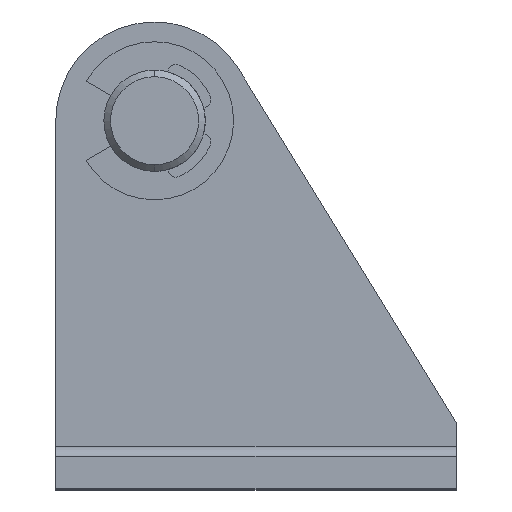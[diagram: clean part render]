
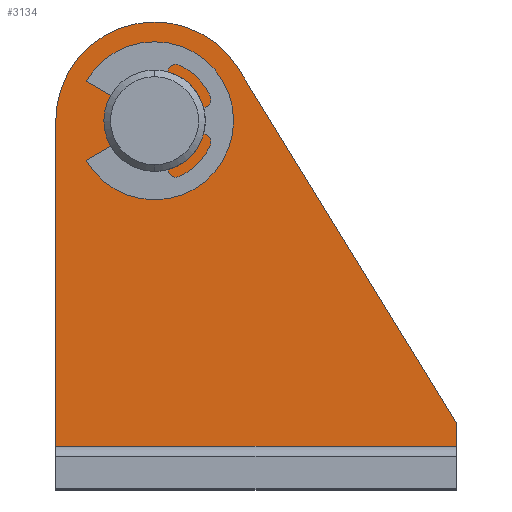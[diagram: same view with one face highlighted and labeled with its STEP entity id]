
A CAD part, top view. The second image highlights one B-rep face of the part: STEP entity #3134.
In plain terms, the highlighted planar face has unit normal (0, 0, 1).
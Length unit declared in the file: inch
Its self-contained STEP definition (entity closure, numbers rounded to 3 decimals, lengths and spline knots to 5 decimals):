
#166 = CIRCLE ( 'NONE', #2931, 0.19 ) ;
#489 = DIRECTION ( 'NONE',  ( 1., 0., 0. ) ) ;
#490 = DIRECTION ( 'NONE',  ( 0., 0., 1. ) ) ;
#493 = CARTESIAN_POINT ( 'NONE',  ( 0., 0., 0.12 ) ) ;
#559 = CARTESIAN_POINT ( 'NONE',  ( 0., -0.19, 0.12 ) ) ;
#561 = CARTESIAN_POINT ( 'NONE',  ( 0., 0.19, 0.12 ) ) ;
#612 = CARTESIAN_POINT ( 'NONE',  ( 1.13, -1.13, 0.12 ) ) ;
#613 = CARTESIAN_POINT ( 'NONE',  ( 1.13, -1.22, 0.12 ) ) ;
#620 = CARTESIAN_POINT ( 'NONE',  ( -0.37, 0., 0.12 ) ) ;
#621 = CARTESIAN_POINT ( 'NONE',  ( -0.37, -1.22, 0.12 ) ) ;
#622 = CARTESIAN_POINT ( 'NONE',  ( 0.3151, 0.19395, 0.12 ) ) ;
#925 = VERTEX_POINT ( 'NONE', #559 ) ;
#927 = VERTEX_POINT ( 'NONE', #561 ) ;
#978 = VERTEX_POINT ( 'NONE', #612 ) ;
#979 = VERTEX_POINT ( 'NONE', #613 ) ;
#986 = VERTEX_POINT ( 'NONE', #620 ) ;
#987 = VERTEX_POINT ( 'NONE', #621 ) ;
#988 = VERTEX_POINT ( 'NONE', #622 ) ;
#1075 = EDGE_CURVE ( 'NONE', #925, #927, #166, .T. ) ;
#1092 = FACE_OUTER_BOUND ( 'NONE', #3343, .T. ) ;
#1093 = FACE_BOUND ( 'NONE', #3316, .T. ) ;
#1147 = VECTOR ( 'NONE', #1785, 39.37008 ) ;
#1152 = LINE ( 'NONE', #1790, #1147 ) ;
#1192 = CIRCLE ( 'NONE', #3006, 0.19 ) ;
#1198 = CIRCLE ( 'NONE', #3005, 0.37 ) ;
#1201 = VECTOR ( 'NONE', #1855, 39.37008 ) ;
#1202 = LINE ( 'NONE', #1856, #1201 ) ;
#1204 = VECTOR ( 'NONE', #1857, 39.37008 ) ;
#1205 = VECTOR ( 'NONE', #1859, 39.37008 ) ;
#1206 = LINE ( 'NONE', #1860, #1205 ) ;
#1213 = LINE ( 'NONE', #1863, #1204 ) ;
#1715 = DIRECTION ( 'NONE',  ( 1., 0., 0. ) ) ;
#1716 = DIRECTION ( 'NONE',  ( 0., 0., 1. ) ) ;
#1722 = CARTESIAN_POINT ( 'NONE',  ( 0., 0., 0.12 ) ) ;
#1730 = PLANE ( 'NONE',  #3037 ) ;
#1785 = DIRECTION ( 'NONE',  ( 0., 1., 0. ) ) ;
#1790 = CARTESIAN_POINT ( 'NONE',  ( 1.13, -1.38, 0.12 ) ) ;
#1844 = DIRECTION ( 'NONE',  ( 1., 0., 0. ) ) ;
#1845 = DIRECTION ( 'NONE',  ( 0., 0., 1. ) ) ;
#1847 = CARTESIAN_POINT ( 'NONE',  ( 0., 0., 0.12 ) ) ;
#1853 = DIRECTION ( 'NONE',  ( 1., 0., 0. ) ) ;
#1854 = DIRECTION ( 'NONE',  ( 0., 0., 1. ) ) ;
#1855 = DIRECTION ( 'NONE',  ( 1., 0., 0. ) ) ;
#1856 = CARTESIAN_POINT ( 'NONE',  ( 0., -1.22, 0.12 ) ) ;
#1857 = DIRECTION ( 'NONE',  ( 0., -1., 0. ) ) ;
#1858 = CARTESIAN_POINT ( 'NONE',  ( 0., 0., 0.12 ) ) ;
#1859 = DIRECTION ( 'NONE',  ( -0.524, 0.852, 0. ) ) ;
#1860 = CARTESIAN_POINT ( 'NONE',  ( 1.13, -1.13, 0.12 ) ) ;
#1863 = CARTESIAN_POINT ( 'NONE',  ( -0.37, 0., 0.12 ) ) ;
#2828 = EDGE_CURVE ( 'NONE', #978, #988, #1206, .T. ) ;
#2829 = EDGE_CURVE ( 'NONE', #986, #987, #1213, .T. ) ;
#2830 = EDGE_CURVE ( 'NONE', #987, #979, #1202, .T. ) ;
#2831 = EDGE_CURVE ( 'NONE', #988, #986, #1198, .T. ) ;
#2835 = EDGE_CURVE ( 'NONE', #927, #925, #1192, .T. ) ;
#2861 = EDGE_CURVE ( 'NONE', #979, #978, #1152, .T. ) ;
#2931 = AXIS2_PLACEMENT_3D ( 'NONE', #493, #490, #489 ) ;
#3005 = AXIS2_PLACEMENT_3D ( 'NONE', #1858, #1854, #1853 ) ;
#3006 = AXIS2_PLACEMENT_3D ( 'NONE', #1847, #1845, #1844 ) ;
#3037 = AXIS2_PLACEMENT_3D ( 'NONE', #1722, #1716, #1715 ) ;
#3134 = ADVANCED_FACE ( 'NONE', ( #1092, #1093 ), #1730, .T. ) ;
#3230 = ORIENTED_EDGE ( 'NONE', *, *, #2835, .F. ) ;
#3231 = ORIENTED_EDGE ( 'NONE', *, *, #1075, .F. ) ;
#3232 = ORIENTED_EDGE ( 'NONE', *, *, #2831, .T. ) ;
#3233 = ORIENTED_EDGE ( 'NONE', *, *, #2828, .T. ) ;
#3234 = ORIENTED_EDGE ( 'NONE', *, *, #2861, .T. ) ;
#3235 = ORIENTED_EDGE ( 'NONE', *, *, #2830, .T. ) ;
#3236 = ORIENTED_EDGE ( 'NONE', *, *, #2829, .T. ) ;
#3316 = EDGE_LOOP ( 'NONE', ( #3231, #3230 ) ) ;
#3343 = EDGE_LOOP ( 'NONE', ( #3236, #3235, #3234, #3233, #3232 ) ) ;
